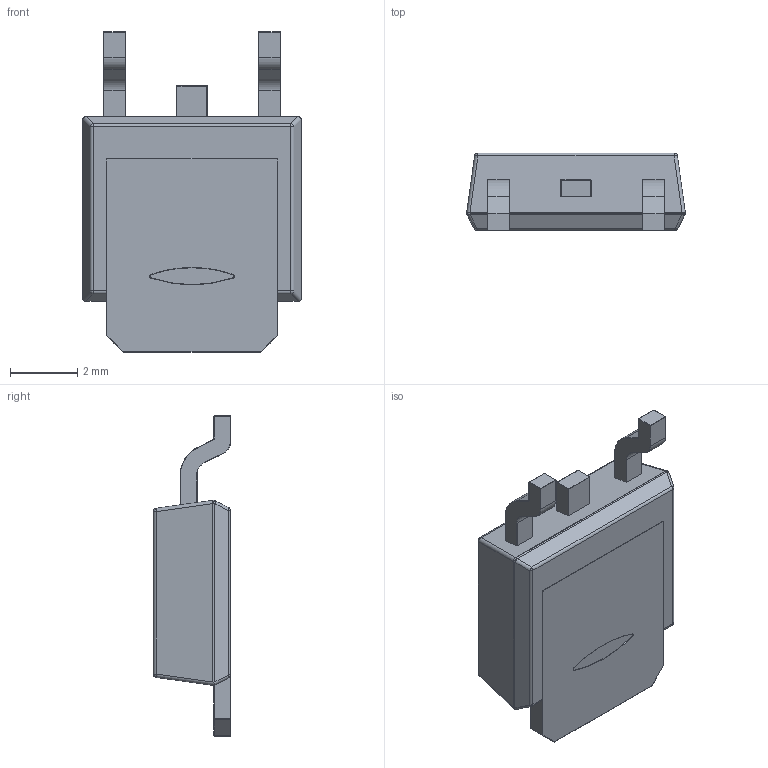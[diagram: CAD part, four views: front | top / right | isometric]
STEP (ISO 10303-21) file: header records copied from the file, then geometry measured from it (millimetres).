
FILE_DESCRIPTION (( 'STEP AP214' ), '1' );
FILE_NAME ('User Library-D-PAK.STEP', '2015-01-19T08:33:12', ( 'Windows User' ), ( '' ), 'SwSTEP 2.0', 'SolidWorks 2015', '' );
FILE_SCHEMA (( 'AUTOMOTIVE_DESIGN' ));
Length unit declared in the file: millimetre
Products named in the file (1): User Library-D-PAK
Bounding box: 6.49 x 2.3 x 9.5 mm (x, y, z)
Volume: 81.6 mm3; surface area: 150.5 mm2
Topology: 1 solids, 1 shells, 394 faces, 923 edges, 529 vertices
Faces by surface type: cylinder 137, plane 109, bspline 94, torus 29, sphere 25
Entity records: 15761 total; most frequent: CARTESIAN_POINT 6235, ORIENTED_EDGE 1810, DIRECTION 1483, EDGE_CURVE 905, VERTEX_POINT 529, AXIS2_PLACEMENT_3D 516, LINE 451, VECTOR 451
